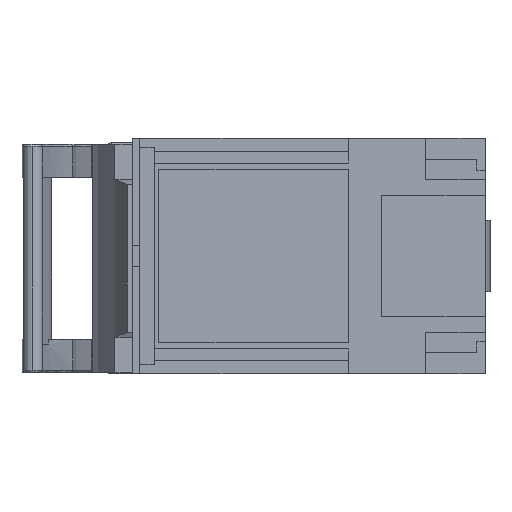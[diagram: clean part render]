
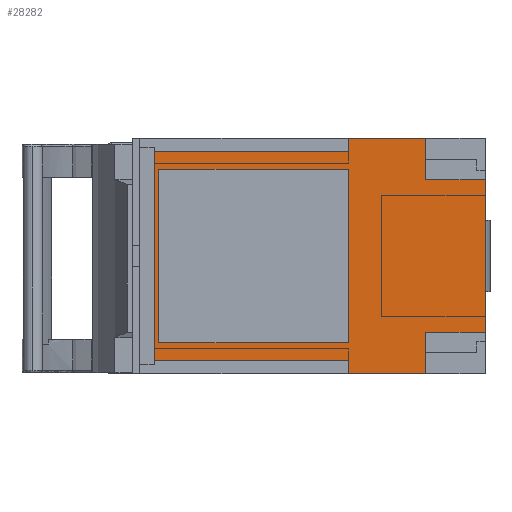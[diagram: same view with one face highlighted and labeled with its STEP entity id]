
A CAD part, left-side view. The second image highlights one B-rep face of the part: STEP entity #28282.
In plain terms, the highlighted planar face has unit normal (-1, 0, 0).
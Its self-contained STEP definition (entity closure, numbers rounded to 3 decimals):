
#566 = LINE ( 'NONE', #32174, #13693 ) ;
#670 = VERTEX_POINT ( 'NONE', #29713 ) ;
#1260 = ORIENTED_EDGE ( 'NONE', *, *, #6528, .F. ) ;
#1299 = LINE ( 'NONE', #18060, #11156 ) ;
#1530 = LINE ( 'NONE', #6615, #11786 ) ;
#1631 = CARTESIAN_POINT ( 'NONE',  ( 0., 0., -49.5 ) ) ;
#1843 = VERTEX_POINT ( 'NONE', #6963 ) ;
#2033 = CARTESIAN_POINT ( 'NONE',  ( 0., 25., 49.5 ) ) ;
#2502 = ORIENTED_EDGE ( 'NONE', *, *, #8793, .F. ) ;
#3176 = LINE ( 'NONE', #4467, #27728 ) ;
#3221 = CARTESIAN_POINT ( 'NONE',  ( 0., 0., 32. ) ) ;
#3475 = CARTESIAN_POINT ( 'NONE',  ( 0., 139., -44. ) ) ;
#3661 = VERTEX_POINT ( 'NONE', #3221 ) ;
#3666 = CARTESIAN_POINT ( 'NONE',  ( 0., 57.5, -49.5 ) ) ;
#4045 = EDGE_CURVE ( 'NONE', #16172, #23543, #25699, .T. ) ;
#4467 = CARTESIAN_POINT ( 'NONE',  ( 0., 0., -32. ) ) ;
#4480 = EDGE_CURVE ( 'NONE', #33581, #670, #26508, .T. ) ;
#4566 = CARTESIAN_POINT ( 'NONE',  ( 0., 0., 49.5 ) ) ;
#4611 = LINE ( 'NONE', #4566, #31624 ) ;
#4695 = DIRECTION ( 'NONE',  ( 0., 1., 0. ) ) ;
#4881 = VERTEX_POINT ( 'NONE', #19286 ) ;
#5091 = LINE ( 'NONE', #29245, #33746 ) ;
#5729 = CARTESIAN_POINT ( 'NONE',  ( 0., 137., -36.5 ) ) ;
#5742 = FACE_BOUND ( 'NONE', #7672, .T. ) ;
#5865 = VECTOR ( 'NONE', #13902, 1000. ) ;
#5901 = LINE ( 'NONE', #24956, #14564 ) ;
#5988 = ORIENTED_EDGE ( 'NONE', *, *, #6497, .F. ) ;
#6497 = EDGE_CURVE ( 'NONE', #3661, #27696, #5091, .T. ) ;
#6528 = EDGE_CURVE ( 'NONE', #29780, #33581, #5901, .T. ) ;
#6551 = FACE_OUTER_BOUND ( 'NONE', #7120, .T. ) ;
#6581 = VECTOR ( 'NONE', #24421, 1000. ) ;
#6595 = CARTESIAN_POINT ( 'NONE',  ( 0., 57.5, 49.5 ) ) ;
#6615 = CARTESIAN_POINT ( 'NONE',  ( 0., 57.5, -49.5 ) ) ;
#6963 = CARTESIAN_POINT ( 'NONE',  ( 0., 137., 36.5 ) ) ;
#7120 = EDGE_LOOP ( 'NONE', ( #26561, #23304, #1260, #11954, #28538, #27478, #8682, #24376, #31580, #5988, #32551, #28570 ) ) ;
#7197 = CARTESIAN_POINT ( 'NONE',  ( 0., 0., -32. ) ) ;
#7322 = VECTOR ( 'NONE', #14654, 1000. ) ;
#7672 = EDGE_LOOP ( 'NONE', ( #2502, #20535, #25394, #20541 ) ) ;
#7693 = CARTESIAN_POINT ( 'NONE',  ( 0., 57.5, 36.5 ) ) ;
#8454 = VECTOR ( 'NONE', #30723, 1000. ) ;
#8506 = DIRECTION ( 'NONE',  ( 0., -1., 0. ) ) ;
#8682 = ORIENTED_EDGE ( 'NONE', *, *, #4045, .T. ) ;
#8793 = EDGE_CURVE ( 'NONE', #27558, #29573, #1299, .T. ) ;
#9113 = EDGE_CURVE ( 'NONE', #4881, #23543, #30326, .T. ) ;
#9679 = VECTOR ( 'NONE', #10512, 1000. ) ;
#9916 = VERTEX_POINT ( 'NONE', #26085 ) ;
#10112 = LINE ( 'NONE', #32103, #9679 ) ;
#10512 = DIRECTION ( 'NONE',  ( 0., 1., 0. ) ) ;
#10825 = VERTEX_POINT ( 'NONE', #30274 ) ;
#11000 = VECTOR ( 'NONE', #32674, 1000. ) ;
#11156 = VECTOR ( 'NONE', #33844, 1000. ) ;
#11786 = VECTOR ( 'NONE', #24775, 1000. ) ;
#11954 = ORIENTED_EDGE ( 'NONE', *, *, #24760, .F. ) ;
#12011 = CARTESIAN_POINT ( 'NONE',  ( 0., 25., -49.5 ) ) ;
#12255 = CARTESIAN_POINT ( 'NONE',  ( 0., 57.5, -36.5 ) ) ;
#12465 = PLANE ( 'NONE',  #32467 ) ;
#12810 = DIRECTION ( 'NONE',  ( 1., 0., 0. ) ) ;
#13053 = EDGE_CURVE ( 'NONE', #29573, #1843, #31437, .T. ) ;
#13183 = VERTEX_POINT ( 'NONE', #5729 ) ;
#13693 = VECTOR ( 'NONE', #8506, 1000. ) ;
#13902 = DIRECTION ( 'NONE',  ( 0., -1., 0. ) ) ;
#14564 = VECTOR ( 'NONE', #19510, 1000. ) ;
#14654 = DIRECTION ( 'NONE',  ( 0., 0., -1. ) ) ;
#15260 = DIRECTION ( 'NONE',  ( 0., -1., 0. ) ) ;
#15911 = VECTOR ( 'NONE', #21202, 1000. ) ;
#16088 = EDGE_CURVE ( 'NONE', #10825, #3661, #25078, .T. ) ;
#16172 = VERTEX_POINT ( 'NONE', #3666 ) ;
#17170 = LINE ( 'NONE', #27634, #7322 ) ;
#18060 = CARTESIAN_POINT ( 'NONE',  ( 0., 57.5, -36.5 ) ) ;
#18496 = EDGE_CURVE ( 'NONE', #27339, #10825, #29716, .T. ) ;
#19286 = CARTESIAN_POINT ( 'NONE',  ( 0., 25., -32. ) ) ;
#19510 = DIRECTION ( 'NONE',  ( 0., -1., 0. ) ) ;
#19596 = VECTOR ( 'NONE', #22995, 1000. ) ;
#20465 = CARTESIAN_POINT ( 'NONE',  ( 0., 139., -44. ) ) ;
#20535 = ORIENTED_EDGE ( 'NONE', *, *, #26729, .F. ) ;
#20541 = ORIENTED_EDGE ( 'NONE', *, *, #13053, .F. ) ;
#21202 = DIRECTION ( 'NONE',  ( 0., 1., 0. ) ) ;
#21300 = CARTESIAN_POINT ( 'NONE',  ( 0., 25., 49.5 ) ) ;
#21944 = LINE ( 'NONE', #20465, #8454 ) ;
#22039 = CARTESIAN_POINT ( 'NONE',  ( 0., 25., -49.5 ) ) ;
#22995 = DIRECTION ( 'NONE',  ( 0., -1., 0. ) ) ;
#23304 = ORIENTED_EDGE ( 'NONE', *, *, #4480, .F. ) ;
#23465 = EDGE_CURVE ( 'NONE', #1843, #13183, #17170, .T. ) ;
#23543 = VERTEX_POINT ( 'NONE', #12011 ) ;
#23556 = CARTESIAN_POINT ( 'NONE',  ( 0., 139., 44. ) ) ;
#24376 = ORIENTED_EDGE ( 'NONE', *, *, #9113, .F. ) ;
#24421 = DIRECTION ( 'NONE',  ( 0., 0., -1. ) ) ;
#24509 = DIRECTION ( 'NONE',  ( 0., 0., -1. ) ) ;
#24760 = EDGE_CURVE ( 'NONE', #29275, #29780, #21944, .T. ) ;
#24775 = DIRECTION ( 'NONE',  ( 0., 0., 1. ) ) ;
#24944 = EDGE_CURVE ( 'NONE', #9916, #29275, #10112, .T. ) ;
#24956 = CARTESIAN_POINT ( 'NONE',  ( 0., 57.5, 44. ) ) ;
#25078 = LINE ( 'NONE', #26879, #5865 ) ;
#25394 = ORIENTED_EDGE ( 'NONE', *, *, #23465, .F. ) ;
#25676 = DIRECTION ( 'NONE',  ( 0., 0., -1. ) ) ;
#25699 = LINE ( 'NONE', #1631, #19596 ) ;
#26009 = VECTOR ( 'NONE', #25676, 1000. ) ;
#26085 = CARTESIAN_POINT ( 'NONE',  ( 0., 57.5, -44. ) ) ;
#26508 = LINE ( 'NONE', #6595, #11000 ) ;
#26561 = ORIENTED_EDGE ( 'NONE', *, *, #31843, .F. ) ;
#26729 = EDGE_CURVE ( 'NONE', #13183, #27558, #566, .T. ) ;
#26879 = CARTESIAN_POINT ( 'NONE',  ( 0., 0., 32. ) ) ;
#27339 = VERTEX_POINT ( 'NONE', #21300 ) ;
#27478 = ORIENTED_EDGE ( 'NONE', *, *, #30003, .F. ) ;
#27558 = VERTEX_POINT ( 'NONE', #12255 ) ;
#27634 = CARTESIAN_POINT ( 'NONE',  ( 0., 137., -36.5 ) ) ;
#27696 = VERTEX_POINT ( 'NONE', #7197 ) ;
#27728 = VECTOR ( 'NONE', #4695, 1000. ) ;
#28282 = ADVANCED_FACE ( 'NONE', ( #5742, #6551 ), #12465, .F. ) ;
#28538 = ORIENTED_EDGE ( 'NONE', *, *, #24944, .F. ) ;
#28570 = ORIENTED_EDGE ( 'NONE', *, *, #18496, .F. ) ;
#28831 = CARTESIAN_POINT ( 'NONE',  ( 0., 57.5, 44. ) ) ;
#29245 = CARTESIAN_POINT ( 'NONE',  ( 0., 0., 49.5 ) ) ;
#29275 = VERTEX_POINT ( 'NONE', #3475 ) ;
#29573 = VERTEX_POINT ( 'NONE', #32723 ) ;
#29698 = EDGE_CURVE ( 'NONE', #27696, #4881, #3176, .T. ) ;
#29713 = CARTESIAN_POINT ( 'NONE',  ( 0., 57.5, 49.5 ) ) ;
#29716 = LINE ( 'NONE', #2033, #26009 ) ;
#29780 = VERTEX_POINT ( 'NONE', #23556 ) ;
#30003 = EDGE_CURVE ( 'NONE', #16172, #9916, #1530, .T. ) ;
#30274 = CARTESIAN_POINT ( 'NONE',  ( 0., 25., 32. ) ) ;
#30326 = LINE ( 'NONE', #22039, #6581 ) ;
#30715 = CARTESIAN_POINT ( 'NONE',  ( 0., 0., 49.5 ) ) ;
#30723 = DIRECTION ( 'NONE',  ( 0., 0., 1. ) ) ;
#31437 = LINE ( 'NONE', #7693, #15911 ) ;
#31580 = ORIENTED_EDGE ( 'NONE', *, *, #29698, .F. ) ;
#31624 = VECTOR ( 'NONE', #15260, 1000. ) ;
#31843 = EDGE_CURVE ( 'NONE', #670, #27339, #4611, .T. ) ;
#32103 = CARTESIAN_POINT ( 'NONE',  ( 0., 57.5, -44. ) ) ;
#32174 = CARTESIAN_POINT ( 'NONE',  ( 0., 57.5, -36.5 ) ) ;
#32467 = AXIS2_PLACEMENT_3D ( 'NONE', #30715, #12810, #33579 ) ;
#32551 = ORIENTED_EDGE ( 'NONE', *, *, #16088, .F. ) ;
#32674 = DIRECTION ( 'NONE',  ( 0., 0., 1. ) ) ;
#32723 = CARTESIAN_POINT ( 'NONE',  ( 0., 57.5, 36.5 ) ) ;
#33579 = DIRECTION ( 'NONE',  ( 0., 0., -1. ) ) ;
#33581 = VERTEX_POINT ( 'NONE', #28831 ) ;
#33746 = VECTOR ( 'NONE', #24509, 1000. ) ;
#33844 = DIRECTION ( 'NONE',  ( 0., 0., 1. ) ) ;
